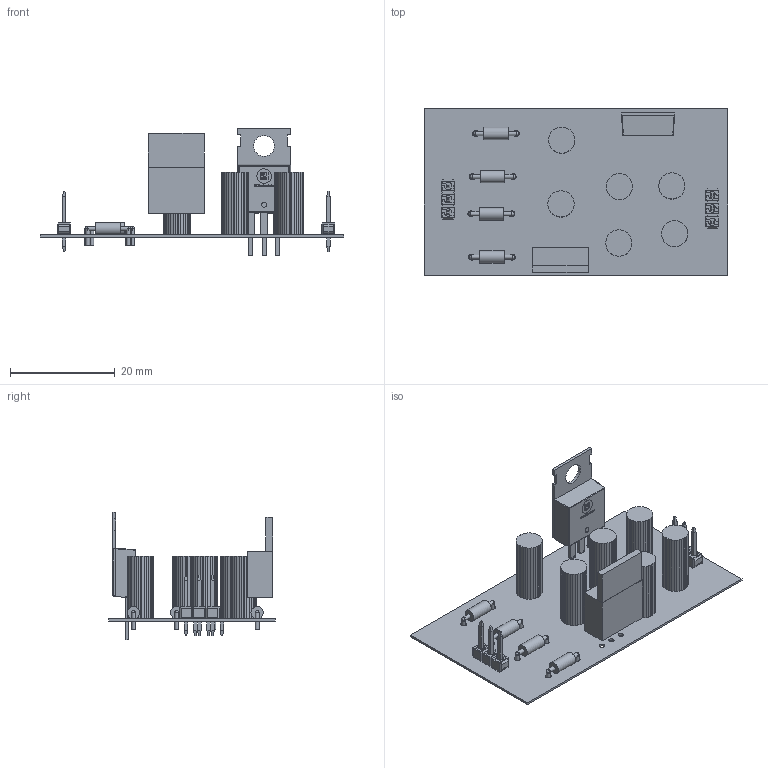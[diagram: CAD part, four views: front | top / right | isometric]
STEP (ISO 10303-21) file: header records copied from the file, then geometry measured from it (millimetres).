
FILE_DESCRIPTION(('Open CASCADE Model'),'2;1');
FILE_NAME('Open CASCADE Shape Model','2022-04-26T10:01:08',('Author'),( 'Open CASCADE'),'Open CASCADE STEP processor 6.8','Open CASCADE 6.8' ,'Unknown');
FILE_SCHEMA(('AUTOMOTIVE_DESIGN { 1 0 10303 214 1 1 1 1 }'));
Length unit declared in the file: millimetre
Products named in the file (47): PCB; Board; Open CASCADE STEP translator 6.8 2.1.1; U2; 6589325088; Extruded; 6589326528; U1; IC_ON_Semiconductor_LM7812CT_eec; body; pins; heatsink; logo; P2; 022284033; Open CASCADE STEP translator 6.8 2.4.1.1; Open CASCADE STEP translator 6.8 2.4.1.2; P1; D4; 6589334768; Cylinder; 6589327328; 6589331808; Sphere; 6589324128; 6589322608; 6589319408; 6589330048; D3; D2; 6589333648; D1; C6; 6589324768; C5; C4; C3; C2; C1
Assembly tree (72 placements, depth 4):
  PCB
    Board
      Open CASCADE STEP translator 6.8 2.1.1
    U2
      6589325088
        Extruded
      6589326528
        Extruded
    U1
      IC_ON_Semiconductor_LM7812CT_eec
        body
        pins
        heatsink
        logo
    P2
      022284033
        Open CASCADE STEP translator 6.8 2.4.1.1
        Open CASCADE STEP translator 6.8 2.4.1.2
    P1
      022284033
        Open CASCADE STEP translator 6.8 2.4.1.1
        Open CASCADE STEP translator 6.8 2.4.1.2
    D4
      6589334768
        Cylinder
      6589327328
        Cylinder
      6589331808
        Sphere
      6589324128
        Sphere
      6589322608
        Cylinder
      6589319408
        Cylinder
      6589330048
        Cylinder
    D3
      6589334768
        Cylinder
      6589327328
        Cylinder
      6589331808
        Sphere
      6589324128
        Sphere
      6589322608
        Cylinder
      6589319408
        Cylinder
      6589330048
        Cylinder
    D2
      6589319408
        Cylinder
      6589322608
        Cylinder
      6589324128
        Sphere
      6589331808
Bounding box: 58.04 x 31.75 x 24.4 mm (x, y, z)
Volume: 3361.4 mm3; surface area: 7027.1 mm2
Topology: 62 solids, 62 shells, 1108 faces, 2845 edges, 1886 vertices
Faces by surface type: plane 801, bspline 194, cylinder 97, sphere 16
Full cylindrical faces by diameter (mm): 0.785 x16, 0.8 x12, 1 x4, 1.02 x6, 1.15 x8, 1.35 x3, 2.35 x4, 4 x1
Entity records: 23450 total; most frequent: CARTESIAN_POINT 5930, ORIENTED_EDGE 3598, DIRECTION 2939, EDGE_CURVE 1799, LINE 1269, VECTOR 1269, VERTEX_POINT 1184, AXIS2_PLACEMENT_3D 835
